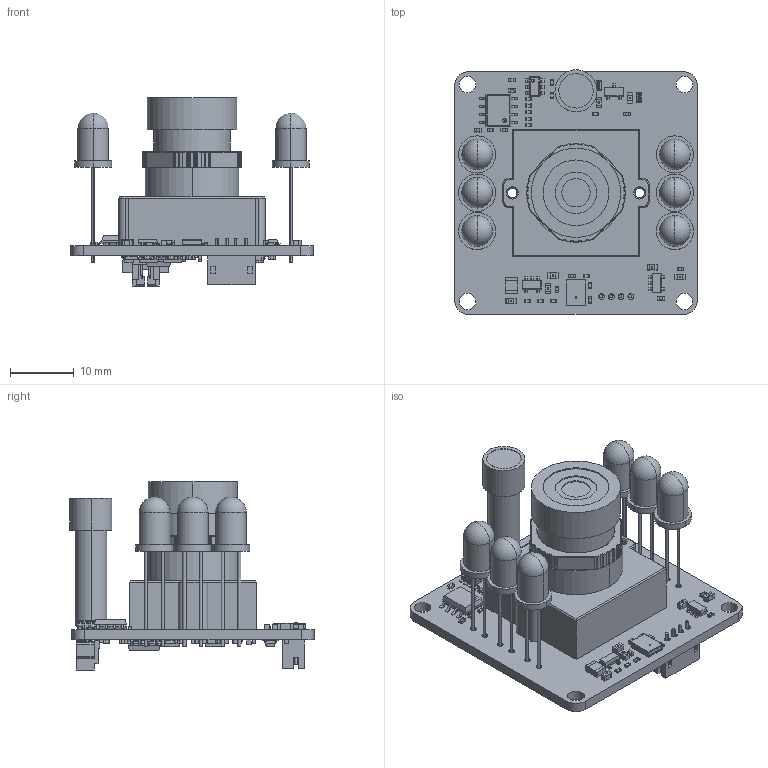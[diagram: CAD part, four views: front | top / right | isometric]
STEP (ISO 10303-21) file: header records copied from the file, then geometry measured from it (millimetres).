
FILE_DESCRIPTION (( 'STEP AP214' ), '1' );
FILE_NAME ('×°ÅäÌå1.STEP', '2024-04-01T06:55:18', ( '' ), ( '' ), 'SwSTEP 2.0', 'SolidWorks 2021', '' );
FILE_SCHEMA (( 'AUTOMOTIVE_DESIGN' ));
Length unit declared in the file: millimetre
Products named in the file (7): 腑; 蚾饜极1; UC-A53_Rev.E; m12坶踡遠; 錨璃1; 詢嫖鏗萇郯; 462噩芛
Assembly tree (11 placements, depth 2):
  蚾饜极1
    UC-A53_Rev.E
    腑  x6
    詢嫖鏗萇郯
    錨璃1
    462噩芛
    m12坶踡遠
Bounding box: 38 x 38.3 x 29.5 mm (x, y, z)
Volume: 9861.5 mm3; surface area: 9297 mm2
Topology: 186 solids, 188 shells, 4276 faces, 10320 edges, 6394 vertices
Faces by surface type: plane 2937, cylinder 716, bspline 301, cone 168, sphere 152, torus 2
Entity records: 188368 total; most frequent: CARTESIAN_POINT 48815, ORIENTED_EDGE 20044, DIRECTION 18387, EDGE_CURVE 10022, LINE 7833, VECTOR 7833, VERTEX_POINT 6293, AXIS2_PLACEMENT_3D 5277
